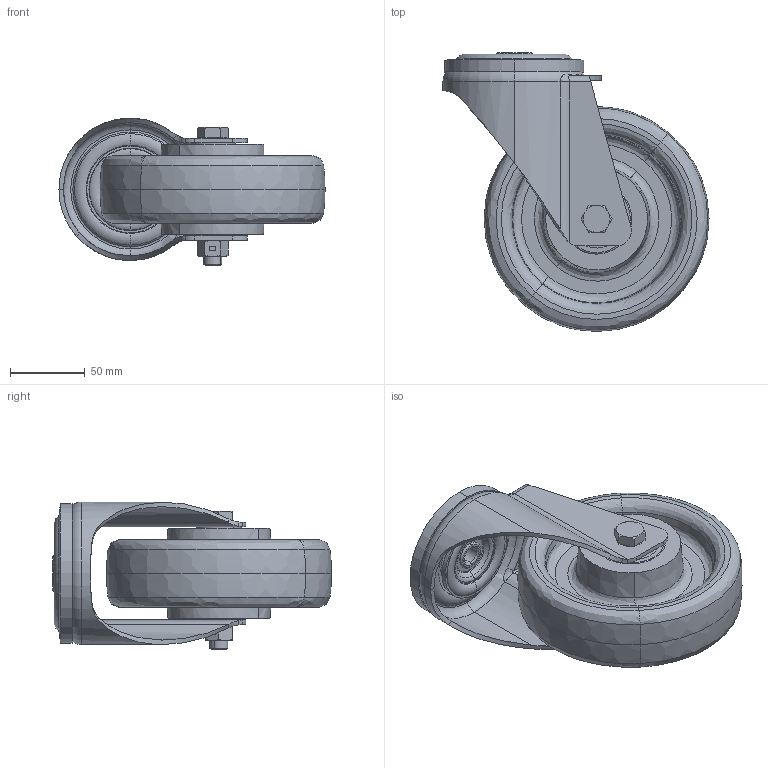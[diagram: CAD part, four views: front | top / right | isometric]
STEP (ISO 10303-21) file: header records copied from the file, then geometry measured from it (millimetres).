
FILE_DESCRIPTION (( 'STEP AP214' ), '1' );
FILE_NAME ('0056235.step', '2023-08-01T06:59:29', ( '' ), ( '' ), 'SwSTEP 2.0', 'SolidWorks 2020', '' );
FILE_SCHEMA (( 'AUTOMOTIVE_DESIGN' ));
Length unit declared in the file: millimetre
Products named in the file (1): 0056235
Bounding box: 177.5 x 186 x 98.5 mm (x, y, z)
Volume: 715292.2 mm3; surface area: 198905.4 mm2
Topology: 29 solids, 30 shells, 467 faces, 998 edges, 582 vertices
Faces by surface type: cylinder 111, torus 106, plane 105, cone 79, bspline 42, sphere 24
Entity records: 21888 total; most frequent: CARTESIAN_POINT 6493, DIRECTION 2274, ORIENTED_EDGE 1900, AXIS2_PLACEMENT_3D 1006, EDGE_CURVE 950, CIRCLE 580, VERTEX_POINT 558, EDGE_LOOP 524
